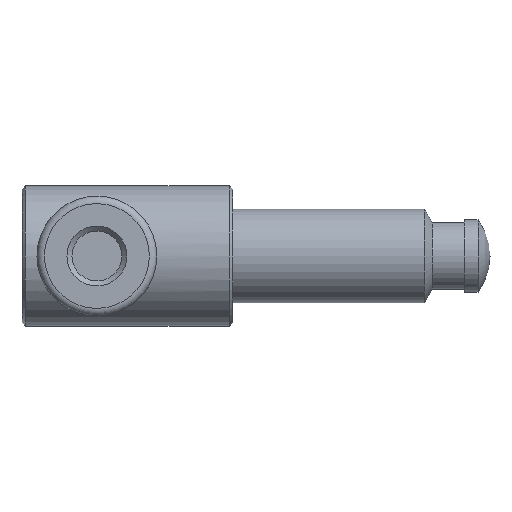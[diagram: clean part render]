
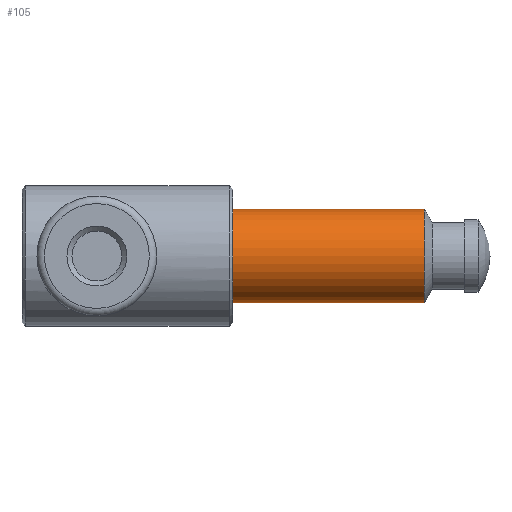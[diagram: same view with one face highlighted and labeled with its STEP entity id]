
A CAD part, left-side view. The second image highlights one B-rep face of the part: STEP entity #105.
In plain terms, the highlighted cylindrical face has radius 10 mm (diameter 20 mm), a full revolution.
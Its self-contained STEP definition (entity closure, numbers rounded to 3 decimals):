
#105 = ADVANCED_FACE( '', ( #231, #232 ), #233, .T. );
#231 = FACE_OUTER_BOUND( '', #353, .T. );
#232 = FACE_OUTER_BOUND( '', #354, .T. );
#233 = CYLINDRICAL_SURFACE( '', #355, 10. );
#353 = EDGE_LOOP( '', ( #521 ) );
#354 = EDGE_LOOP( '', ( #522 ) );
#355 = AXIS2_PLACEMENT_3D( '', #523, #524, #525 );
#521 = ORIENTED_EDGE( '', *, *, #569, .F. );
#522 = ORIENTED_EDGE( '', *, *, #571, .T. );
#523 = CARTESIAN_POINT( '', ( 0., 0., 0. ) );
#524 = DIRECTION( '', ( 0., 1., 0. ) );
#525 = DIRECTION( '', ( 0., 0., -1. ) );
#569 = EDGE_CURVE( '', #643, #643, #644, .T. );
#571 = EDGE_CURVE( '', #646, #646, #647, .T. );
#643 = VERTEX_POINT( '', #906 );
#644 = CIRCLE( '', #907, 10. );
#646 = VERTEX_POINT( '', #909 );
#647 = CIRCLE( '', #910, 10. );
#906 = CARTESIAN_POINT( '', ( 0., 14., -10. ) );
#907 = AXIS2_PLACEMENT_3D( '', #989, #990, #991 );
#909 = CARTESIAN_POINT( '', ( 0., 55., -10. ) );
#910 = AXIS2_PLACEMENT_3D( '', #992, #993, #994 );
#989 = CARTESIAN_POINT( '', ( 0., 14., 0. ) );
#990 = DIRECTION( '', ( 0., -1., 0. ) );
#991 = DIRECTION( '', ( 0., 0., -1. ) );
#992 = CARTESIAN_POINT( '', ( 0., 55., 0. ) );
#993 = DIRECTION( '', ( 0., -1., 0. ) );
#994 = DIRECTION( '', ( 0., 0., -1. ) );
